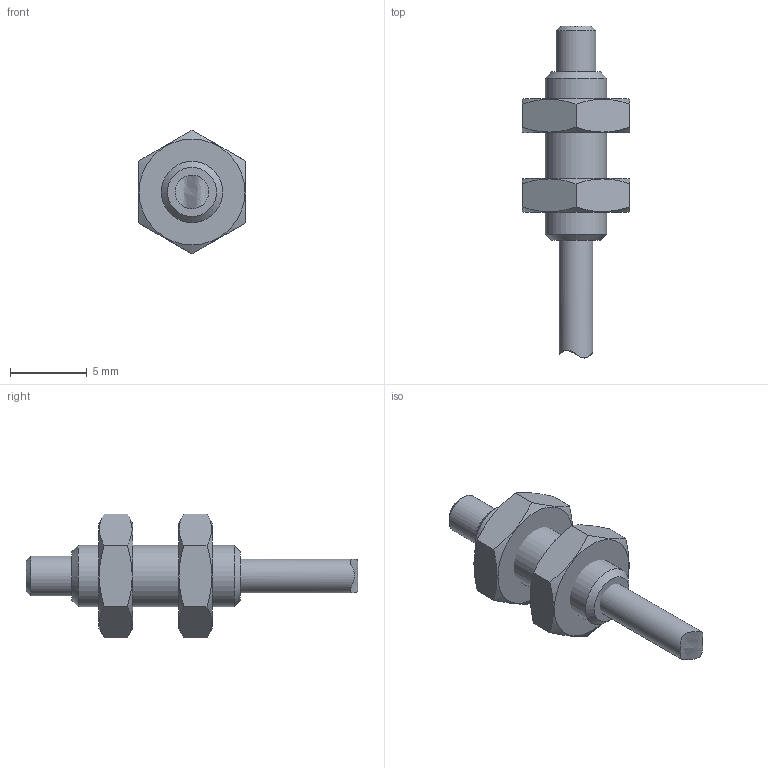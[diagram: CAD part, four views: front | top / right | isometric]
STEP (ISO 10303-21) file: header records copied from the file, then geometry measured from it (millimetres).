
FILE_DESCRIPTION (( 'STEP AP203' ), '1' );
FILE_NAME ('CF-TB3-20.STEP', '2018-04-18T12:34:46', ( '' ), ( '' ), 'SwSTEP 2.0', 'SolidWorks 2017', '' );
FILE_SCHEMA (( 'CONFIG_CONTROL_DESIGN' ));
Length unit declared in the file: millimetre
Products named in the file (1): CF-TB3-20
Bounding box: 7 x 21.67 x 8.08 mm (x, y, z)
Volume: 372.4 mm3; surface area: 530.1 mm2
Topology: 5 solids, 5 shells, 32 faces, 63 edges, 41 vertices
Faces by surface type: plane 21, cone 7, cylinder 3, bspline 1
Full cylindrical faces by diameter (mm): 2.2 x1, 2.6 x1, 4 x1
Entity records: 971 total; most frequent: CARTESIAN_POINT 345, DIRECTION 100, ORIENTED_EDGE 98, EDGE_CURVE 49, AXIS2_PLACEMENT_3D 44, EDGE_LOOP 42, VERTEX_POINT 37, FACE_OUTER_BOUND 35
